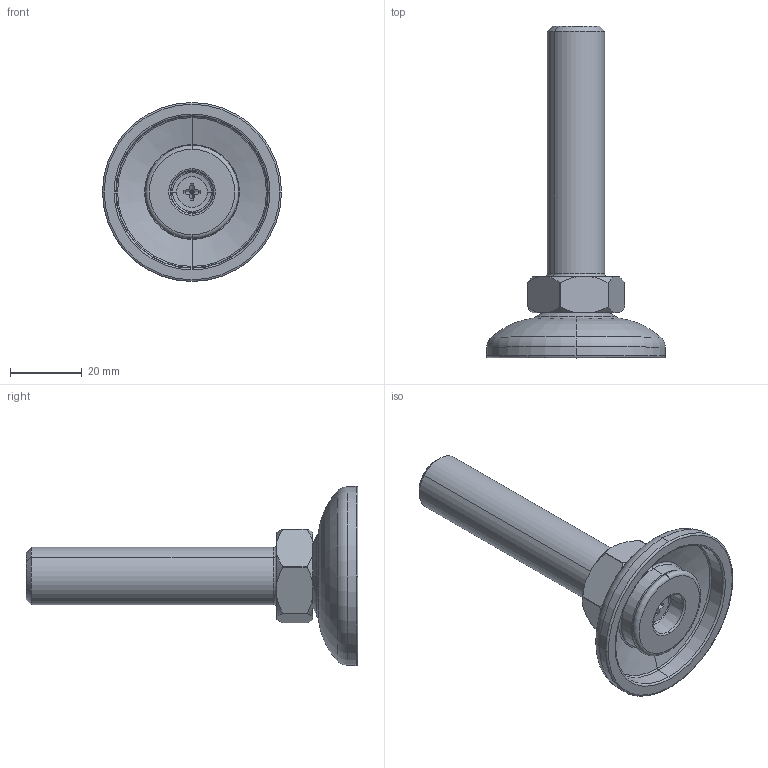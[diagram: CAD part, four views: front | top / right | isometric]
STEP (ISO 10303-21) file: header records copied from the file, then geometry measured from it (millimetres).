
FILE_DESCRIPTION (( 'STEP AP214' ), '1' );
FILE_NAME ('9E050K16070M.STEP', '2020-11-03T09:33:33', ( '' ), ( '' ), 'SwSTEP 2.0', 'SolidWorks 2020', '' );
FILE_SCHEMA (( 'AUTOMOTIVE_DESIGN' ));
Length unit declared in the file: millimetre
Products named in the file (4): 098xe_098XEE; 098e0_0__098E050K; 9E050K16070M; 098EM16____-a-Tab_098EM 16070M
Assembly tree (3 placements, depth 2):
  9E050K16070M
    098e0_0__098E050K
    098EM16____-a-Tab_098EM 16070M
    098xe_098XEE
Bounding box: 49.96 x 92.58 x 49.96 mm (x, y, z)
Volume: 30592.6 mm3; surface area: 12078.1 mm2
Topology: 3 solids, 3 shells, 110 faces, 258 edges, 157 vertices
Faces by surface type: cone 34, plane 28, torus 26, cylinder 18, sphere 4
Entity records: 3450 total; most frequent: CARTESIAN_POINT 697, DIRECTION 602, ORIENTED_EDGE 512, EDGE_CURVE 256, AXIS2_PLACEMENT_3D 254, VERTEX_POINT 157, CIRCLE 138, EDGE_LOOP 117
